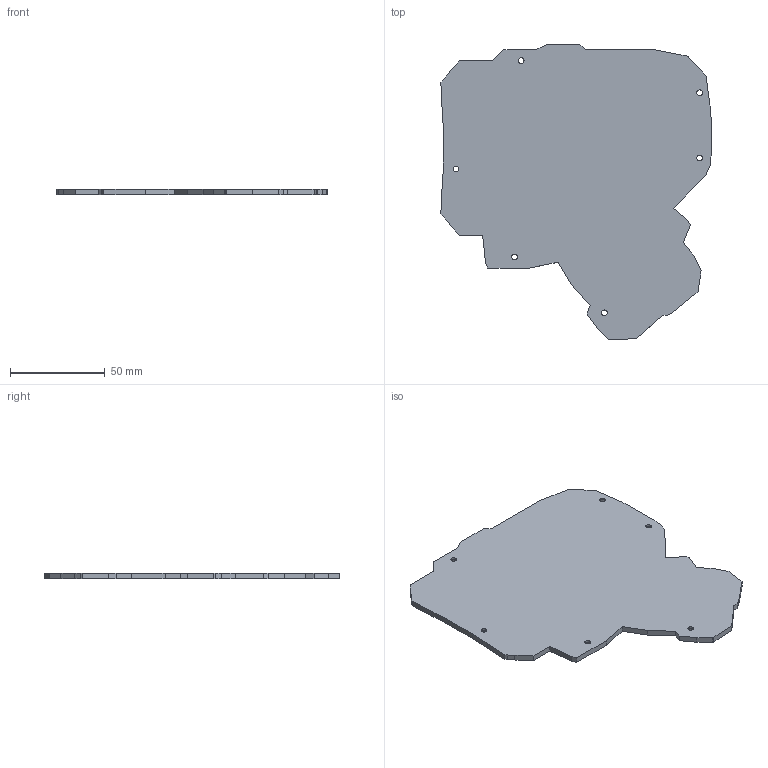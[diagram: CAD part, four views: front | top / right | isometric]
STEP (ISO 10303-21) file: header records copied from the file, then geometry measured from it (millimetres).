
FILE_DESCRIPTION(('Open CASCADE Model'),'2;1');
FILE_NAME('Open CASCADE Shape Model','2022-05-20T19:03:55',('Author'),( 'Open CASCADE'),'Open CASCADE STEP processor 7.4','Open CASCADE 7.4' ,'Unknown');
FILE_SCHEMA(('AUTOMOTIVE_DESIGN { 1 0 10303 214 1 1 1 1 }'));
Length unit declared in the file: millimetre
Products named in the file (1): Open CASCADE STEP translator 7.4 4
Bounding box: 142.63 x 155.99 x 3 mm (x, y, z)
Volume: 49681.7 mm3; surface area: 35598.1 mm2
Topology: 1 solids, 1 shells, 127 faces, 357 edges, 236 vertices
Faces by surface type: plane 109, cone 6, bspline 6, cylinder 6
Full cylindrical faces by diameter (mm): 3 x6
Entity records: 9536 total; most frequent: CARTESIAN_POINT 2389, DIRECTION 1291, LINE 1011, VECTOR 1011, ORIENTED_EDGE 714, PCURVE 714, DEFINITIONAL_REPRESENTATION 714, EDGE_CURVE 357
